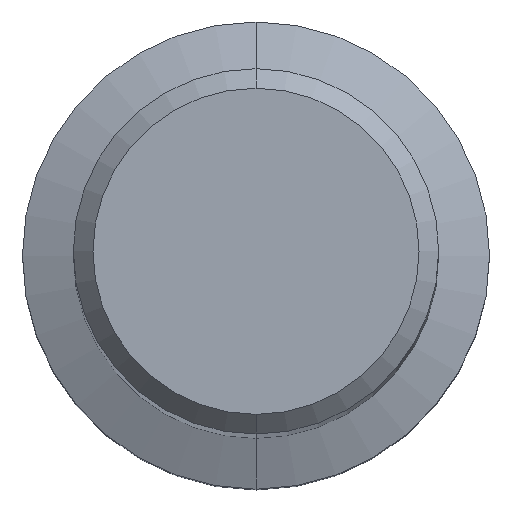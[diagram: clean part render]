
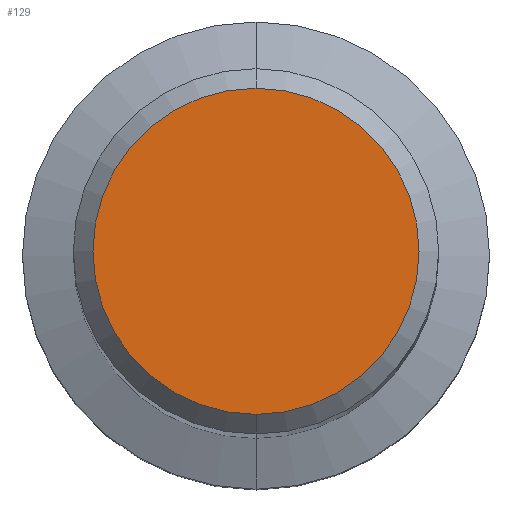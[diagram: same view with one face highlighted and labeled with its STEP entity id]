
A CAD part, top view. The second image highlights one B-rep face of the part: STEP entity #129.
In plain terms, the highlighted planar face has unit normal (0, 0, 1).
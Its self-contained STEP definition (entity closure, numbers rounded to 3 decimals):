
#129=ADVANCED_FACE('',(#328),#329,.T.);
#131=VERTEX_POINT('',#331);
#149=EDGE_CURVE('',#131,#195,#350,.T.);
#189=EDGE_CURVE('',#195,#131,#397,.T.);
#195=VERTEX_POINT('',#403);
#328=FACE_OUTER_BOUND('',#544,.T.);
#329=PLANE('',#545);
#331=CARTESIAN_POINT('',(0.0,6.65,0.0));
#350=CIRCLE('',#574,6.65);
#397=CIRCLE('',#631,6.65);
#403=CARTESIAN_POINT('',(0.,-6.65,0.0));
#544=EDGE_LOOP('',(#803,#804));
#545=AXIS2_PLACEMENT_3D('',#805,#806,#807);
#574=AXIS2_PLACEMENT_3D('',#831,#832,#833);
#631=AXIS2_PLACEMENT_3D('',#900,#901,#902);
#803=ORIENTED_EDGE('',*,*,#149,.F.);
#804=ORIENTED_EDGE('',*,*,#189,.F.);
#805=CARTESIAN_POINT('',(0.0,3.325,0.0));
#806=DIRECTION('',(-0.0,0.0,1.0));
#807=DIRECTION('',(0.0,-1.0,0.0));
#831=CARTESIAN_POINT('',(0.0,0.0,0.0));
#832=DIRECTION('',(0.0,0.0,-1.0));
#833=DIRECTION('',(0.0,1.0,0.0));
#900=CARTESIAN_POINT('',(0.0,0.0,0.0));
#901=DIRECTION('',(0.0,0.0,-1.0));
#902=DIRECTION('',(0.0,1.0,0.0));
